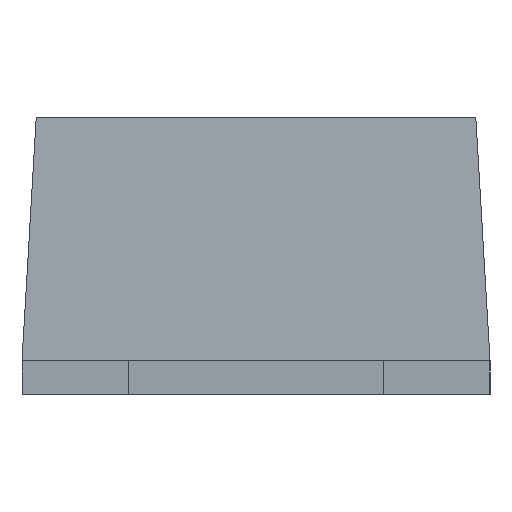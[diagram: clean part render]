
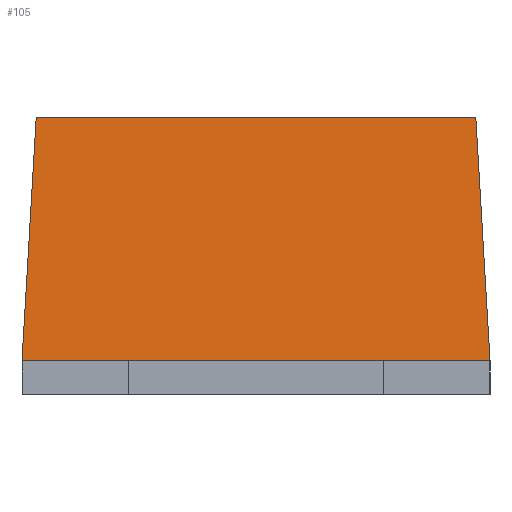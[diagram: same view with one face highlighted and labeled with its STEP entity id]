
A CAD part, left-side view. The second image highlights one B-rep face of the part: STEP entity #105.
In plain terms, the highlighted planar face has unit normal (-0.998, 0, 0.058).
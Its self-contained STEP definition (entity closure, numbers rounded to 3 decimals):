
#38=EDGE_CURVE('',#39,#41,#43,.T.);
#39=VERTEX_POINT('',#40);
#40=CARTESIAN_POINT('',(-1.35,-0.825,0.121));
#41=VERTEX_POINT('',#42);
#42=CARTESIAN_POINT('',(-1.35,0.825,0.121));
#43=LINE('',#44,#45);
#44=CARTESIAN_POINT('',(-1.35,-0.825,0.121));
#45=VECTOR('',#46,1.0);
#46=DIRECTION('',(0.0,1.0,0.0));
#105=ADVANCED_FACE('',(#106),#131,.F.);
#106=FACE_BOUND('',#107,.T.);
#107=EDGE_LOOP('',(#108,#118,#124,#125));
#108=ORIENTED_EDGE('',*,*,#109,.T.);
#109=EDGE_CURVE('',#110,#112,#114,.T.);
#110=VERTEX_POINT('',#111);
#111=CARTESIAN_POINT('',(-1.3,-0.775,0.978));
#112=VERTEX_POINT('',#113);
#113=CARTESIAN_POINT('',(-1.3,0.775,0.978));
#114=LINE('',#115,#116);
#115=CARTESIAN_POINT('',(-1.3,-0.825,0.978));
#116=VECTOR('',#117,1.0);
#117=DIRECTION('',(0.0,1.0,0.0));
#118=ORIENTED_EDGE('',*,*,#119,.T.);
#119=EDGE_CURVE('',#112,#41,#120,.F.);
#120=LINE('',#121,#122);
#121=CARTESIAN_POINT('',(-1.322,0.797,0.596));
#122=VECTOR('',#123,1.0);
#123=DIRECTION('',(0.058,-0.058,0.997));
#124=ORIENTED_EDGE('',*,*,#38,.F.);
#125=ORIENTED_EDGE('',*,*,#126,.T.);
#126=EDGE_CURVE('',#39,#110,#127,.T.);
#127=LINE('',#128,#129);
#128=CARTESIAN_POINT('',(-1.325,-0.8,0.548));
#129=VECTOR('',#130,1.0);
#130=DIRECTION('',(0.058,0.058,0.997));
#131=PLANE('',#132);
#132=AXIS2_PLACEMENT_3D('',#133,#134,#135);
#133=CARTESIAN_POINT('',(-1.325,-0.825,0.549));
#134=DIRECTION('',(0.998,0.0,-0.058));
#135=DIRECTION('',(0.0,1.0,0.0));
